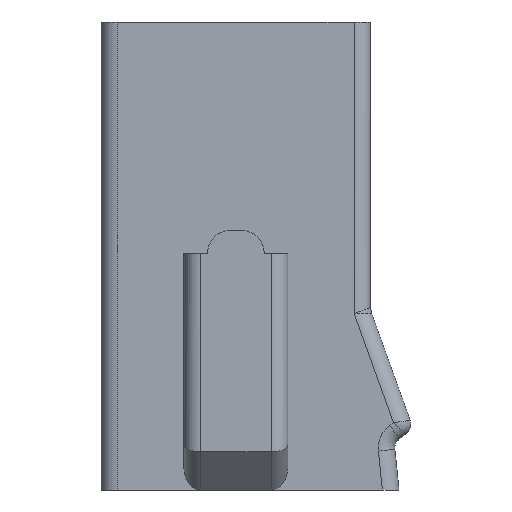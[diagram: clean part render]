
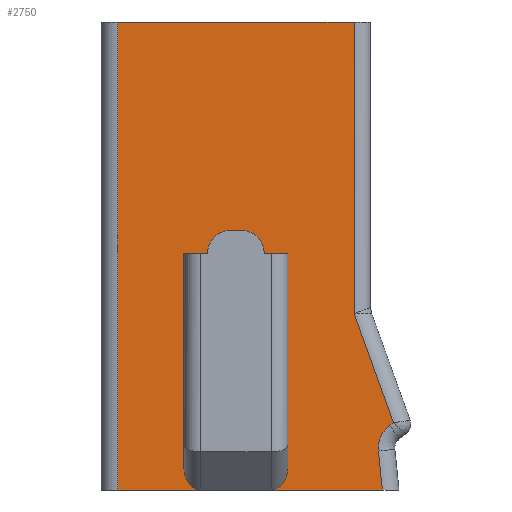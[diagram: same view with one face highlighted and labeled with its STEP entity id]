
A CAD part, left-side view. The second image highlights one B-rep face of the part: STEP entity #2750.
In plain terms, the highlighted planar face has unit normal (-1, 0, 0).
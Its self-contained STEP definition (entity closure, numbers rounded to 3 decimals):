
#46=ELLIPSE('',#2977,0.495,0.35);
#49=ELLIPSE('',#2987,0.495,0.35);
#95=PLANE('',#3044);
#199=LINE('',#4215,#464);
#237=LINE('',#4490,#502);
#238=LINE('',#4493,#503);
#254=LINE('',#4539,#519);
#275=LINE('',#4604,#540);
#281=LINE('',#4622,#546);
#284=LINE('',#4629,#549);
#288=LINE('',#4641,#553);
#289=LINE('',#4642,#554);
#320=LINE('',#4846,#585);
#321=LINE('',#4853,#586);
#322=LINE('',#4855,#587);
#323=LINE('',#4856,#588);
#464=VECTOR('',#3316,10.);
#502=VECTOR('',#3454,10.);
#503=VECTOR('',#3459,10.);
#519=VECTOR('',#3499,10.);
#540=VECTOR('',#3566,10.);
#546=VECTOR('',#3586,10.);
#549=VECTOR('',#3593,10.);
#553=VECTOR('',#3603,10.);
#554=VECTOR('',#3604,10.);
#585=VECTOR('',#3725,10.);
#586=VECTOR('',#3736,10.);
#587=VECTOR('',#3739,10.);
#588=VECTOR('',#3740,10.);
#847=FACE_OUTER_BOUND('',#1011,.T.);
#1011=EDGE_LOOP('',(#2363,#2364,#2365,#2366,#2367,#2368,#2369,#2370,#2371,
#2372,#2373,#2374,#2375,#2376,#2377,#2378,#2379,#2380));
#1139=CIRCLE('',#2957,0.5);
#1141=CIRCLE('',#2962,0.5);
#1167=CIRCLE('',#3042,0.6);
#1246=VERTEX_POINT('',#4212);
#1247=VERTEX_POINT('',#4214);
#1280=VERTEX_POINT('',#4408);
#1287=VERTEX_POINT('',#4489);
#1302=VERTEX_POINT('',#4529);
#1303=VERTEX_POINT('',#4531);
#1305=VERTEX_POINT('',#4537);
#1311=VERTEX_POINT('',#4553);
#1323=VERTEX_POINT('',#4592);
#1324=VERTEX_POINT('',#4594);
#1326=VERTEX_POINT('',#4603);
#1327=VERTEX_POINT('',#4607);
#1330=VERTEX_POINT('',#4617);
#1331=VERTEX_POINT('',#4621);
#1333=VERTEX_POINT('',#4627);
#1338=VERTEX_POINT('',#4639);
#1366=VERTEX_POINT('',#4845);
#1367=VERTEX_POINT('',#4849);
#1523=EDGE_CURVE('',#1246,#1247,#199,.T.);
#1590=EDGE_CURVE('',#1280,#1287,#237,.T.);
#1592=EDGE_CURVE('',#1247,#1280,#238,.T.);
#1610=EDGE_CURVE('',#1302,#1303,#1139,.F.);
#1614=EDGE_CURVE('',#1302,#1305,#254,.T.);
#1622=EDGE_CURVE('',#1311,#1305,#1141,.F.);
#1641=EDGE_CURVE('',#1324,#1323,#46,.T.);
#1646=EDGE_CURVE('',#1326,#1303,#275,.T.);
#1653=EDGE_CURVE('',#1327,#1330,#49,.F.);
#1655=EDGE_CURVE('',#1331,#1330,#281,.T.);
#1659=EDGE_CURVE('',#1333,#1246,#284,.T.);
#1665=EDGE_CURVE('',#1327,#1338,#288,.T.);
#1666=EDGE_CURVE('',#1333,#1324,#289,.T.);
#1721=EDGE_CURVE('',#1287,#1366,#320,.T.);
#1724=EDGE_CURVE('',#1366,#1367,#1167,.T.);
#1725=EDGE_CURVE('',#1367,#1338,#321,.T.);
#1726=EDGE_CURVE('',#1323,#1326,#322,.T.);
#1727=EDGE_CURVE('',#1311,#1331,#323,.T.);
#2363=ORIENTED_EDGE('',*,*,#1659,.F.);
#2364=ORIENTED_EDGE('',*,*,#1666,.T.);
#2365=ORIENTED_EDGE('',*,*,#1641,.T.);
#2366=ORIENTED_EDGE('',*,*,#1726,.T.);
#2367=ORIENTED_EDGE('',*,*,#1646,.T.);
#2368=ORIENTED_EDGE('',*,*,#1610,.F.);
#2369=ORIENTED_EDGE('',*,*,#1614,.T.);
#2370=ORIENTED_EDGE('',*,*,#1622,.F.);
#2371=ORIENTED_EDGE('',*,*,#1727,.T.);
#2372=ORIENTED_EDGE('',*,*,#1655,.T.);
#2373=ORIENTED_EDGE('',*,*,#1653,.F.);
#2374=ORIENTED_EDGE('',*,*,#1665,.T.);
#2375=ORIENTED_EDGE('',*,*,#1725,.F.);
#2376=ORIENTED_EDGE('',*,*,#1724,.F.);
#2377=ORIENTED_EDGE('',*,*,#1721,.F.);
#2378=ORIENTED_EDGE('',*,*,#1590,.F.);
#2379=ORIENTED_EDGE('',*,*,#1592,.F.);
#2380=ORIENTED_EDGE('',*,*,#1523,.F.);
#2750=ADVANCED_FACE('',(#847),#95,.T.);
#2957=AXIS2_PLACEMENT_3D('',#4532,#3492,#3493);
#2962=AXIS2_PLACEMENT_3D('',#4555,#3512,#3513);
#2977=AXIS2_PLACEMENT_3D('',#4595,#3554,#3555);
#2987=AXIS2_PLACEMENT_3D('',#4618,#3581,#3582);
#3042=AXIS2_PLACEMENT_3D('',#4851,#3732,#3733);
#3044=AXIS2_PLACEMENT_3D('',#4854,#3737,#3738);
#3316=DIRECTION('',(0.,-1.,0.));
#3454=DIRECTION('',(0.,-0.339,-0.941));
#3459=DIRECTION('',(0.,0.,-1.));
#3492=DIRECTION('center_axis',(1.,0.,0.));
#3493=DIRECTION('ref_axis',(0.,0.707,0.707));
#3499=DIRECTION('',(0.,-1.,0.));
#3512=DIRECTION('center_axis',(1.,0.,0.));
#3513=DIRECTION('ref_axis',(0.,-0.707,0.707));
#3554=DIRECTION('center_axis',(1.,0.,0.));
#3555=DIRECTION('ref_axis',(0.,0.,-1.));
#3566=DIRECTION('',(0.,-1.,0.));
#3581=DIRECTION('center_axis',(1.,0.,0.));
#3582=DIRECTION('ref_axis',(0.,0.,-1.));
#3586=DIRECTION('',(0.,0.,-1.));
#3593=DIRECTION('',(0.,0.,1.));
#3603=DIRECTION('',(0.,-1.,0.));
#3604=DIRECTION('',(0.,-1.,0.));
#3725=DIRECTION('',(0.,0.8,-0.6));
#3732=DIRECTION('center_axis',(-1.,0.,0.));
#3733=DIRECTION('ref_axis',(0.,0.916,0.402));
#3736=DIRECTION('',(0.,-0.1,-0.995));
#3737=DIRECTION('center_axis',(-1.,0.,0.));
#3738=DIRECTION('ref_axis',(0.,-1.,0.));
#3739=DIRECTION('',(0.,0.,1.));
#3740=DIRECTION('',(0.,-1.,0.));
#4212=CARTESIAN_POINT('',(0.,5.35,9.9));
#4214=CARTESIAN_POINT('',(0.,0.35,9.9));
#4215=CARTESIAN_POINT('',(0.,5.35,9.9));
#4408=CARTESIAN_POINT('',(0.,0.35,3.739));
#4489=CARTESIAN_POINT('',(0.,-0.483,1.425));
#4490=CARTESIAN_POINT('',(0.,0.051,2.908));
#4493=CARTESIAN_POINT('',(0.,0.35,0.));
#4529=CARTESIAN_POINT('',(0.,2.95,5.5));
#4531=CARTESIAN_POINT('',(0.,3.45,5.));
#4532=CARTESIAN_POINT('Origin',(0.,2.95,5.));
#4537=CARTESIAN_POINT('',(0.,2.75,5.5));
#4539=CARTESIAN_POINT('',(0.,3.975,5.5));
#4553=CARTESIAN_POINT('',(0.,2.25,5.));
#4555=CARTESIAN_POINT('Origin',(0.,2.75,5.));
#4592=CARTESIAN_POINT('',(0.,3.95,0.495));
#4594=CARTESIAN_POINT('',(0.,3.6,0.));
#4595=CARTESIAN_POINT('Origin',(0.,3.6,0.495));
#4603=CARTESIAN_POINT('',(0.,3.95,5.));
#4604=CARTESIAN_POINT('',(0.,4.575,5.));
#4607=CARTESIAN_POINT('',(0.,2.1,0.));
#4617=CARTESIAN_POINT('',(0.,1.75,0.495));
#4618=CARTESIAN_POINT('Origin',(0.,2.1,0.495));
#4621=CARTESIAN_POINT('',(0.,1.75,5.));
#4622=CARTESIAN_POINT('',(0.,1.75,0.));
#4627=CARTESIAN_POINT('',(0.,5.35,0.));
#4629=CARTESIAN_POINT('',(0.,5.35,0.));
#4639=CARTESIAN_POINT('',(0.,-0.248,0.));
#4641=CARTESIAN_POINT('',(0.,5.7,0.));
#4642=CARTESIAN_POINT('',(0.,5.7,0.));
#4845=CARTESIAN_POINT('',(0.,-0.403,1.365));
#4846=CARTESIAN_POINT('',(0.,1.734,-0.238));
#4849=CARTESIAN_POINT('',(0.,-0.166,0.825));
#4851=CARTESIAN_POINT('Origin',(0.,-0.763,0.885));
#4853=CARTESIAN_POINT('',(0.,-0.171,0.777));
#4854=CARTESIAN_POINT('Origin',(0.,5.7,0.));
#4855=CARTESIAN_POINT('',(0.,3.95,2.5));
#4856=CARTESIAN_POINT('',(0.,3.725,5.));
